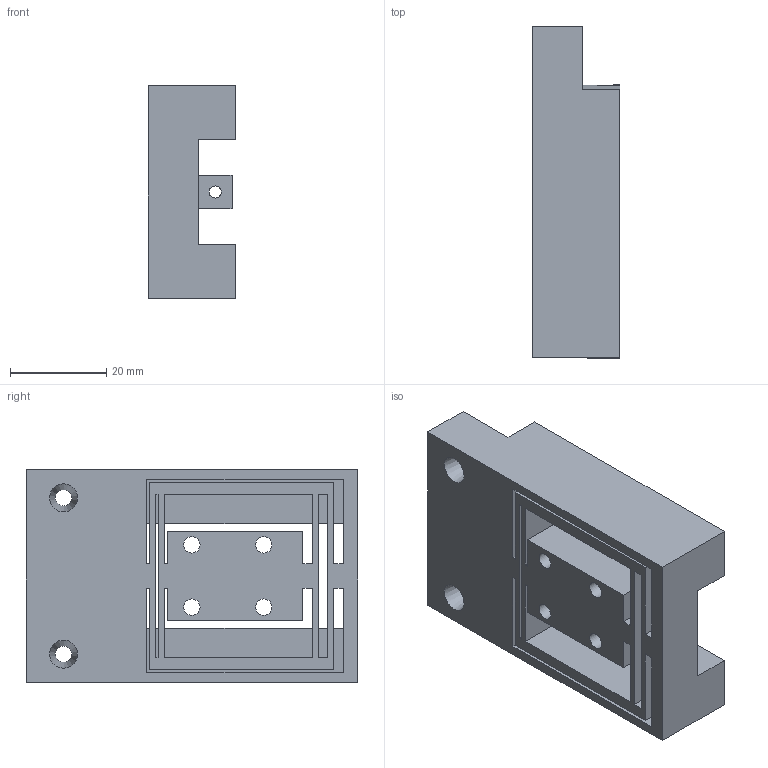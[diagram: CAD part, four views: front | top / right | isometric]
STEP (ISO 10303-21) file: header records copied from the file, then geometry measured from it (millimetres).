
FILE_DESCRIPTION(('FreeCAD Model'),'2;1');
FILE_NAME('Open CASCADE Shape Model','2023-02-11T17:48:40',(''),(''), 'Open CASCADE STEP processor 7.6','FreeCAD','Unknown');
FILE_SCHEMA(('AUTOMOTIVE_DESIGN { 1 0 10303 214 1 1 1 1 }'));
Length unit declared in the file: millimetre
Products named in the file (1): Flexure
Bounding box: 18.2 x 68.75 x 44 mm (x, y, z)
Volume: 31880.1 mm3; surface area: 18848.7 mm2
Topology: 1 solids, 1 shells, 119 faces, 350 edges, 232 vertices
Faces by surface type: plane 89, cylinder 18, bspline 6, cone 6
Full cylindrical faces by diameter (mm): 2.5 x2, 3.4 x6
Entity records: 9237 total; most frequent: CARTESIAN_POINT 2254, DIRECTION 1271, LINE 932, VECTOR 932, ORIENTED_EDGE 700, PCURVE 700, DEFINITIONAL_REPRESENTATION 700, EDGE_CURVE 350
